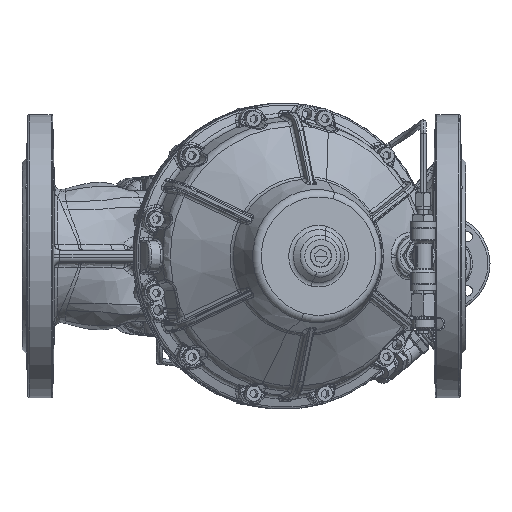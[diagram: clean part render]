
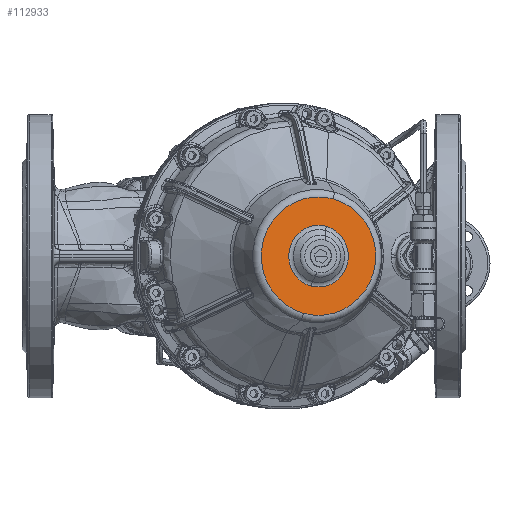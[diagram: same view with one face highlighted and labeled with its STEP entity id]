
A CAD part, front view. The second image highlights one B-rep face of the part: STEP entity #112933.
In plain terms, the highlighted planar face has unit normal (0.259, -0.966, 0).
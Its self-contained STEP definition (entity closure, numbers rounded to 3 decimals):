
#4640=CARTESIAN_POINT('Axis2P3D Location',(56.681,-211.538,0.)) ;
#4644=CARTESIAN_POINT('Vertex',(66.358,-208.945,37.39)) ;
#4646=CARTESIAN_POINT('Vertex',(47.004,-214.131,-37.39)) ;
#4790=CARTESIAN_POINT('Axis2P3D Location',(56.681,-211.538,0.)) ;
#4794=CARTESIAN_POINT('Vertex',(51.642,-212.888,-19.47)) ;
#4796=CARTESIAN_POINT('Vertex',(61.721,-210.188,19.47)) ;
#112910=CARTESIAN_POINT('Axis2P3D Location',(20.566,-221.215,10.018)) ;
#112915=CARTESIAN_POINT('Axis2P3D Location',(56.681,-211.538,0.)) ;
#112924=CARTESIAN_POINT('Axis2P3D Location',(56.681,-211.538,0.)) ;
#4641=DIRECTION('Axis2P3D Direction',(-0.259,0.966,0.)) ;
#4791=DIRECTION('Axis2P3D Direction',(-0.259,0.966,0.)) ;
#112911=DIRECTION('Axis2P3D Direction',(-0.259,0.966,0.)) ;
#112912=DIRECTION('Axis2P3D XDirection',(0.25,0.067,0.966)) ;
#112916=DIRECTION('Axis2P3D Direction',(-0.259,0.966,0.)) ;
#112925=DIRECTION('Axis2P3D Direction',(-0.259,0.966,0.)) ;
#4642=AXIS2_PLACEMENT_3D('Circle Axis2P3D',#4640,#4641,$) ;
#4792=AXIS2_PLACEMENT_3D('Circle Axis2P3D',#4790,#4791,$) ;
#112913=AXIS2_PLACEMENT_3D('Plane Axis2P3D',#112910,#112911,#112912) ;
#112917=AXIS2_PLACEMENT_3D('Circle Axis2P3D',#112915,#112916,$) ;
#112926=AXIS2_PLACEMENT_3D('Circle Axis2P3D',#112924,#112925,$) ;
#4643=CIRCLE('generated circle',#4642,38.708) ;
#4793=CIRCLE('generated circle',#4792,20.157) ;
#112918=CIRCLE('generated circle',#112917,38.708) ;
#112927=CIRCLE('generated circle',#112926,20.157) ;
#112914=PLANE('',#112913) ;
#112932=FACE_BOUND('',#112929,.T.) ;
#4648=EDGE_CURVE('',#4645,#4647,#4643,.T.) ;
#4798=EDGE_CURVE('',#4795,#4797,#4793,.T.) ;
#112919=EDGE_CURVE('',#4647,#4645,#112918,.T.) ;
#112928=EDGE_CURVE('',#4797,#4795,#112927,.T.) ;
#112921=ORIENTED_EDGE('',*,*,#4648,.F.) ;
#112922=ORIENTED_EDGE('',*,*,#112919,.F.) ;
#112930=ORIENTED_EDGE('',*,*,#112928,.T.) ;
#112931=ORIENTED_EDGE('',*,*,#4798,.T.) ;
#112920=EDGE_LOOP('',(#112921,#112922)) ;
#112929=EDGE_LOOP('',(#112930,#112931)) ;
#4645=VERTEX_POINT('',#4644) ;
#4647=VERTEX_POINT('',#4646) ;
#4795=VERTEX_POINT('',#4794) ;
#4797=VERTEX_POINT('',#4796) ;
#112933=ADVANCED_FACE('NONE',(#112923,#112932),#112914,.F.) ;
#112923=FACE_OUTER_BOUND('',#112920,.T.) ;
